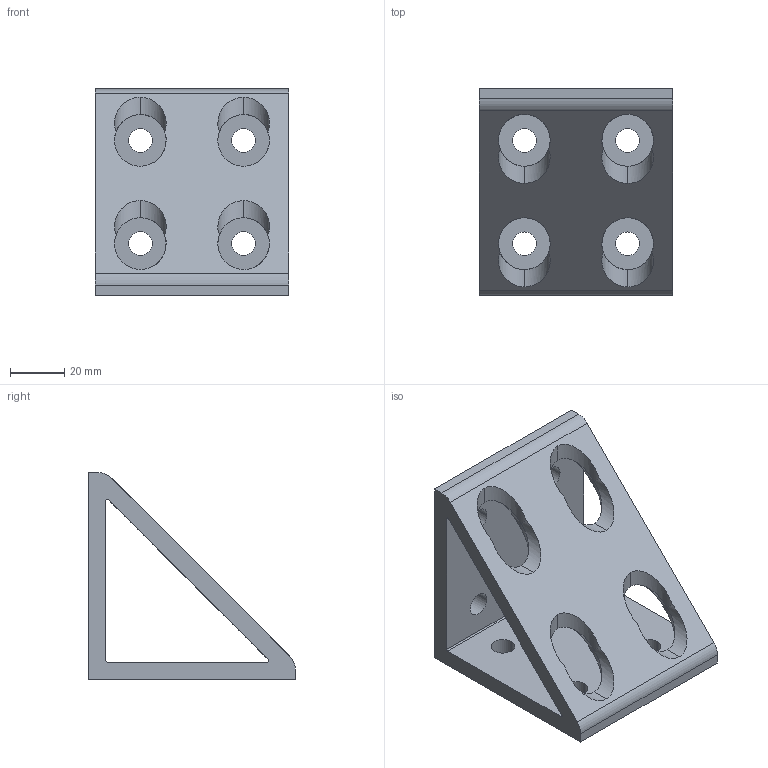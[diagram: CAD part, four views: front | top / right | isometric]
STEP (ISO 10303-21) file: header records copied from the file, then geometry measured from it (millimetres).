
FILE_DESCRIPTION((''),'2;1');
FILE_NAME('15CB4843.stp','2006-03-13T15:40:24',('Shawn Mantel'),('Faztek, LLC'),'Mechanical Desktop 2005','Mechanical Desktop 2005',', , ');
FILE_SCHEMA(('CONFIG_CONTROL_DESIGN'));
Length unit declared in the file: inch
Products named in the file (1): Product
Bounding box: 71.37 x 76.2 x 76.2 mm (x, y, z)
Volume: 92944.7 mm3; surface area: 35064.7 mm2
Topology: 1 solids, 1 shells, 70 faces, 200 edges, 128 vertices
Faces by surface type: cylinder 60, plane 10
Entity records: 2629 total; most frequent: CARTESIAN_POINT 571, DIRECTION 446, ORIENTED_EDGE 400, EDGE_CURVE 200, AXIS2_PLACEMENT_3D 187, VERTEX_POINT 128, EDGE_LOOP 92, VECTOR 72
